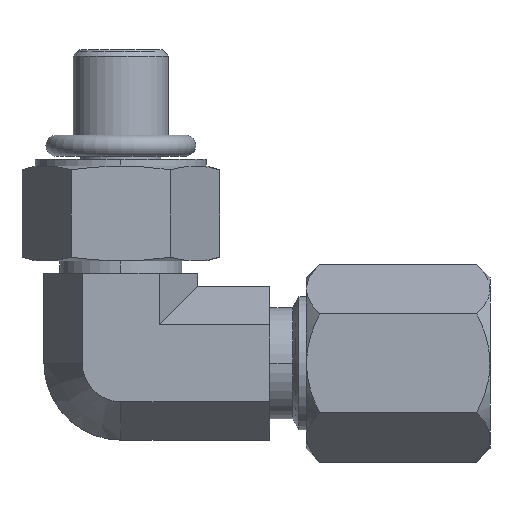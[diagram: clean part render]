
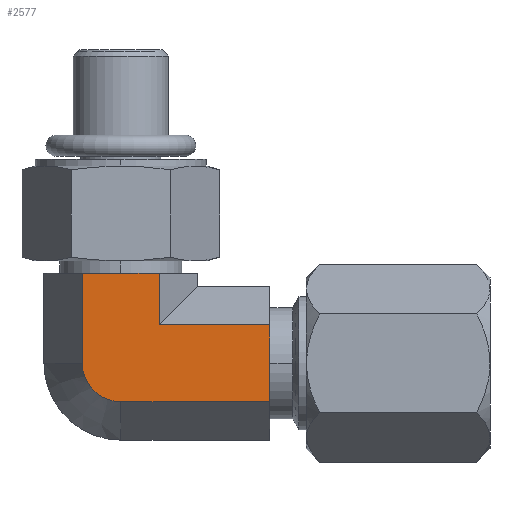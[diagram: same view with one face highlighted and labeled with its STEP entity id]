
A CAD part, front view. The second image highlights one B-rep face of the part: STEP entity #2577.
In plain terms, the highlighted planar face has unit normal (0, -1, 0).
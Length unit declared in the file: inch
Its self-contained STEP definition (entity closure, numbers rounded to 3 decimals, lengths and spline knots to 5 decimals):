
#899=DIRECTION('',(1.,0.,0.));
#900=VECTOR('',#899,0.25259);
#901=CARTESIAN_POINT('',(-0.1263,-0.21875,0.29634));
#902=LINE('',#901,#900);
#906=DIRECTION('',(-1.,0.,0.));
#907=VECTOR('',#906,0.4895);
#908=CARTESIAN_POINT('',(0.4895,-0.21875,-0.1263));
#909=LINE('',#908,#907);
#913=CARTESIAN_POINT('',(0.,-0.21875,0.));
#914=DIRECTION('',(0.,1.,0.));
#915=DIRECTION('',(0.,0.,-1.));
#916=AXIS2_PLACEMENT_3D('',#913,#914,#915);
#921=DIRECTION('',(0.,0.,1.));
#922=VECTOR('',#921,0.29634);
#923=CARTESIAN_POINT('',(-0.1263,-0.21875,0.));
#924=LINE('',#923,#922);
#935=DIRECTION('',(0.,0.,1.));
#936=VECTOR('',#935,0.17004);
#937=CARTESIAN_POINT('',(0.1263,-0.21875,0.1263));
#938=LINE('',#937,#936);
#1042=DIRECTION('',(0.,0.,1.));
#1043=VECTOR('',#1042,0.25259);
#1044=CARTESIAN_POINT('',(0.4895,-0.21875,-0.1263));
#1045=LINE('',#1044,#1043);
#1107=DIRECTION('',(-1.,0.,0.));
#1108=VECTOR('',#1107,0.3632);
#1109=CARTESIAN_POINT('',(0.4895,-0.21875,0.1263));
#1110=LINE('',#1109,#1108);
#1653=CARTESIAN_POINT('',(0.,-0.21875,-0.1263));
#1654=CARTESIAN_POINT('',(-0.1263,-0.21875,0.));
#1655=VERTEX_POINT('',#1653);
#1656=VERTEX_POINT('',#1654);
#1657=CARTESIAN_POINT('',(0.4895,-0.21875,0.1263));
#1658=CARTESIAN_POINT('',(0.1263,-0.21875,0.1263));
#1659=VERTEX_POINT('',#1657);
#1660=VERTEX_POINT('',#1658);
#1661=CARTESIAN_POINT('',(0.4895,-0.21875,-0.1263));
#1662=VERTEX_POINT('',#1661);
#1785=CARTESIAN_POINT('',(-0.1263,-0.21875,0.29634));
#1786=CARTESIAN_POINT('',(0.1263,-0.21875,0.29634));
#1787=VERTEX_POINT('',#1785);
#1788=VERTEX_POINT('',#1786);
#2557=CARTESIAN_POINT('',(0.1263,-0.21875,0.4895));
#2558=DIRECTION('',(0.,-1.,0.));
#2559=DIRECTION('',(-1.,0.,0.));
#2560=AXIS2_PLACEMENT_3D('',#2557,#2558,#2559);
#2561=PLANE('',#2560);
#2562=ORIENTED_EDGE('',*,*,#2538,.T.);
#2564=ORIENTED_EDGE('',*,*,#2563,.F.);
#2566=ORIENTED_EDGE('',*,*,#2565,.F.);
#2568=ORIENTED_EDGE('',*,*,#2567,.F.);
#2570=ORIENTED_EDGE('',*,*,#2569,.T.);
#2572=ORIENTED_EDGE('',*,*,#2571,.T.);
#2574=ORIENTED_EDGE('',*,*,#2573,.T.);
#2575=EDGE_LOOP('',(#2562,#2564,#2566,#2568,#2570,#2572,#2574));
#2576=FACE_OUTER_BOUND('',#2575,.F.);
#917=CIRCLE('',#916,0.1263);
#2538=EDGE_CURVE('',#1787,#1788,#902,.T.);
#2563=EDGE_CURVE('',#1660,#1788,#938,.T.);
#2565=EDGE_CURVE('',#1659,#1660,#1110,.T.);
#2567=EDGE_CURVE('',#1662,#1659,#1045,.T.);
#2569=EDGE_CURVE('',#1662,#1655,#909,.T.);
#2571=EDGE_CURVE('',#1655,#1656,#917,.T.);
#2573=EDGE_CURVE('',#1656,#1787,#924,.T.);
#2577=ADVANCED_FACE('',(#2576),#2561,.T.);
